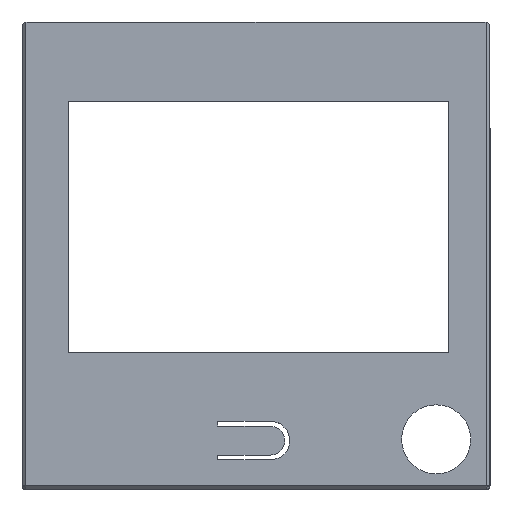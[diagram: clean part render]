
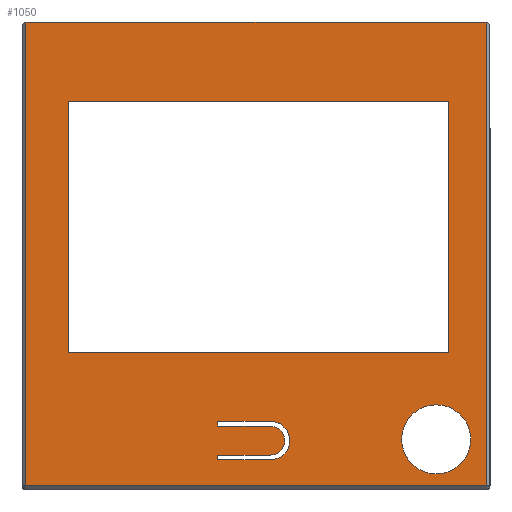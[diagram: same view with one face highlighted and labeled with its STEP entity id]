
A CAD part, top view. The second image highlights one B-rep face of the part: STEP entity #1050.
In plain terms, the highlighted planar face has unit normal (0, 0, 1).
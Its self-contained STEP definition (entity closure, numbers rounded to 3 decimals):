
#20=FACE_BOUND('',#176,.T.);
#21=FACE_BOUND('',#177,.T.);
#22=FACE_BOUND('',#178,.T.);
#70=CIRCLE('',#1145,4.);
#71=CIRCLE('',#1146,3.);
#72=CIRCLE('',#1147,7.19);
#116=FACE_OUTER_BOUND('',#175,.T.);
#175=EDGE_LOOP('',(#792,#793,#794,#795,#796,#797));
#176=EDGE_LOOP('',(#798,#799,#800,#801));
#177=EDGE_LOOP('',(#802,#803,#804,#805,#806,#807,#808,#809));
#178=EDGE_LOOP('',(#810));
#231=LINE('',#1527,#339);
#237=LINE('',#1538,#345);
#241=LINE('',#1548,#349);
#257=LINE('',#1739,#365);
#258=LINE('',#1741,#366);
#259=LINE('',#1742,#367);
#260=LINE('',#1745,#368);
#261=LINE('',#1747,#369);
#262=LINE('',#1749,#370);
#263=LINE('',#1750,#371);
#264=LINE('',#1755,#372);
#265=LINE('',#1757,#373);
#266=LINE('',#1759,#374);
#267=LINE('',#1763,#375);
#268=LINE('',#1765,#376);
#269=LINE('',#1766,#377);
#339=VECTOR('',#1218,10.);
#345=VECTOR('',#1226,10.);
#349=VECTOR('',#1236,10.);
#365=VECTOR('',#1332,10.);
#366=VECTOR('',#1333,10.);
#367=VECTOR('',#1334,10.);
#368=VECTOR('',#1335,10.);
#369=VECTOR('',#1336,10.);
#370=VECTOR('',#1337,10.);
#371=VECTOR('',#1338,10.);
#372=VECTOR('',#1341,10.);
#373=VECTOR('',#1342,10.);
#374=VECTOR('',#1343,10.);
#375=VECTOR('',#1346,10.);
#376=VECTOR('',#1347,10.);
#377=VECTOR('',#1348,10.);
#443=VERTEX_POINT('',#1524);
#444=VERTEX_POINT('',#1526);
#446=VERTEX_POINT('',#1532);
#449=VERTEX_POINT('',#1542);
#478=VERTEX_POINT('',#1738);
#479=VERTEX_POINT('',#1740);
#480=VERTEX_POINT('',#1743);
#481=VERTEX_POINT('',#1744);
#482=VERTEX_POINT('',#1746);
#483=VERTEX_POINT('',#1748);
#484=VERTEX_POINT('',#1751);
#485=VERTEX_POINT('',#1752);
#486=VERTEX_POINT('',#1754);
#487=VERTEX_POINT('',#1756);
#488=VERTEX_POINT('',#1758);
#489=VERTEX_POINT('',#1760);
#490=VERTEX_POINT('',#1762);
#491=VERTEX_POINT('',#1764);
#492=VERTEX_POINT('',#1767);
#546=EDGE_CURVE('',#443,#444,#231,.T.);
#552=EDGE_CURVE('',#444,#446,#237,.T.);
#557=EDGE_CURVE('',#446,#449,#241,.T.);
#598=EDGE_CURVE('',#443,#478,#257,.T.);
#599=EDGE_CURVE('',#479,#478,#258,.T.);
#600=EDGE_CURVE('',#449,#479,#259,.T.);
#601=EDGE_CURVE('',#480,#481,#260,.T.);
#602=EDGE_CURVE('',#481,#482,#261,.T.);
#603=EDGE_CURVE('',#482,#483,#262,.T.);
#604=EDGE_CURVE('',#483,#480,#263,.T.);
#605=EDGE_CURVE('',#484,#485,#70,.T.);
#606=EDGE_CURVE('',#485,#486,#264,.T.);
#607=EDGE_CURVE('',#486,#487,#265,.T.);
#608=EDGE_CURVE('',#487,#488,#266,.T.);
#609=EDGE_CURVE('',#488,#489,#71,.T.);
#610=EDGE_CURVE('',#489,#490,#267,.T.);
#611=EDGE_CURVE('',#490,#491,#268,.T.);
#612=EDGE_CURVE('',#491,#484,#269,.T.);
#613=EDGE_CURVE('',#492,#492,#72,.T.);
#792=ORIENTED_EDGE('',*,*,#546,.F.);
#793=ORIENTED_EDGE('',*,*,#598,.T.);
#794=ORIENTED_EDGE('',*,*,#599,.F.);
#795=ORIENTED_EDGE('',*,*,#600,.F.);
#796=ORIENTED_EDGE('',*,*,#557,.F.);
#797=ORIENTED_EDGE('',*,*,#552,.F.);
#798=ORIENTED_EDGE('',*,*,#601,.T.);
#799=ORIENTED_EDGE('',*,*,#602,.T.);
#800=ORIENTED_EDGE('',*,*,#603,.T.);
#801=ORIENTED_EDGE('',*,*,#604,.T.);
#802=ORIENTED_EDGE('',*,*,#605,.T.);
#803=ORIENTED_EDGE('',*,*,#606,.T.);
#804=ORIENTED_EDGE('',*,*,#607,.T.);
#805=ORIENTED_EDGE('',*,*,#608,.T.);
#806=ORIENTED_EDGE('',*,*,#609,.T.);
#807=ORIENTED_EDGE('',*,*,#610,.T.);
#808=ORIENTED_EDGE('',*,*,#611,.T.);
#809=ORIENTED_EDGE('',*,*,#612,.T.);
#810=ORIENTED_EDGE('',*,*,#613,.T.);
#1000=PLANE('',#1144);
#1050=ADVANCED_FACE('',(#116,#20,#21,#22),#1000,.T.);
#1144=AXIS2_PLACEMENT_3D('',#1737,#1330,#1331);
#1145=AXIS2_PLACEMENT_3D('',#1753,#1339,#1340);
#1146=AXIS2_PLACEMENT_3D('',#1761,#1344,#1345);
#1147=AXIS2_PLACEMENT_3D('',#1768,#1349,#1350);
#1218=DIRECTION('',(0.,-1.,0.));
#1226=DIRECTION('',(-1.,0.,0.));
#1236=DIRECTION('',(0.,1.,0.));
#1330=DIRECTION('center_axis',(0.,0.,
1.));
#1331=DIRECTION('ref_axis',(1.,0.,0.));
#1332=DIRECTION('',(-1.,0.,0.));
#1333=DIRECTION('',(1.,0.,0.));
#1334=DIRECTION('',(1.,0.,0.));
#1335=DIRECTION('',(-1.,0.,0.));
#1336=DIRECTION('',(0.,1.,0.));
#1337=DIRECTION('',(1.,0.,0.));
#1338=DIRECTION('',(0.,-1.,0.));
#1339=DIRECTION('center_axis',(0.,0.,
-1.));
#1340=DIRECTION('ref_axis',(0.,-1.,0.));
#1341=DIRECTION('',(-1.,0.,0.));
#1342=DIRECTION('',(0.,1.,0.));
#1343=DIRECTION('',(1.,0.,0.));
#1344=DIRECTION('center_axis',(0.,0.,
1.));
#1345=DIRECTION('ref_axis',(0.,-1.,0.));
#1346=DIRECTION('',(-1.,0.,0.));
#1347=DIRECTION('',(0.,1.,0.));
#1348=DIRECTION('',(1.,0.,0.));
#1349=DIRECTION('center_axis',(0.,0.,
-1.));
#1350=DIRECTION('ref_axis',(1.,0.,0.));
#1524=CARTESIAN_POINT('',(47.4,68.055,7.6));
#1526=CARTESIAN_POINT('',(47.4,-28.4,7.6));
#1527=CARTESIAN_POINT('',(47.4,27.35,7.6));
#1532=CARTESIAN_POINT('',(-48.4,-28.4,7.6));
#1538=CARTESIAN_POINT('',(45.85,-28.4,7.6));
#1542=CARTESIAN_POINT('',(-48.4,68.055,7.6));
#1548=CARTESIAN_POINT('',(-48.4,-18.35,7.6));
#1737=CARTESIAN_POINT('Origin',(43.5,-7.5,7.6));
#1738=CARTESIAN_POINT('',(46.6,68.055,7.6));
#1739=CARTESIAN_POINT('',(48.2,68.055,7.6));
#1740=CARTESIAN_POINT('',(-47.6,68.055,7.6));
#1741=CARTESIAN_POINT('',(-49.2,68.055,7.6));
#1742=CARTESIAN_POINT('',(-49.2,68.055,7.6));
#1743=CARTESIAN_POINT('',(39.6,-0.6,7.6));
#1744=CARTESIAN_POINT('',(-39.6,-0.6,7.6));
#1745=CARTESIAN_POINT('',(39.6,-0.6,7.6));
#1746=CARTESIAN_POINT('',(-39.6,51.6,7.6));
#1747=CARTESIAN_POINT('',(-39.6,-0.6,7.6));
#1748=CARTESIAN_POINT('',(39.6,51.6,7.6));
#1749=CARTESIAN_POINT('',(-39.6,51.6,7.6));
#1750=CARTESIAN_POINT('',(39.6,51.6,7.6));
#1751=CARTESIAN_POINT('',(2.5,-15.,7.6));
#1752=CARTESIAN_POINT('',(2.5,-23.,7.6));
#1753=CARTESIAN_POINT('Origin',(2.5,-19.,7.6));
#1754=CARTESIAN_POINT('',(-8.5,-23.,7.6));
#1755=CARTESIAN_POINT('',(2.5,-23.,7.6));
#1756=CARTESIAN_POINT('',(-8.5,-22.,7.6));
#1757=CARTESIAN_POINT('',(-8.5,-23.,7.6));
#1758=CARTESIAN_POINT('',(2.5,-22.,7.6));
#1759=CARTESIAN_POINT('',(2.5,-22.,7.6));
#1760=CARTESIAN_POINT('',(2.5,-16.,7.6));
#1761=CARTESIAN_POINT('Origin',(2.5,-19.,7.6));
#1762=CARTESIAN_POINT('',(-8.5,-16.,7.6));
#1763=CARTESIAN_POINT('',(2.5,-16.,7.6));
#1764=CARTESIAN_POINT('',(-8.5,-15.,7.6));
#1765=CARTESIAN_POINT('',(-8.5,-16.,7.6));
#1766=CARTESIAN_POINT('',(-8.5,-15.,7.6));
#1767=CARTESIAN_POINT('',(29.81,-18.75,7.6));
#1768=CARTESIAN_POINT('Origin',(37.,-18.75,7.6));
